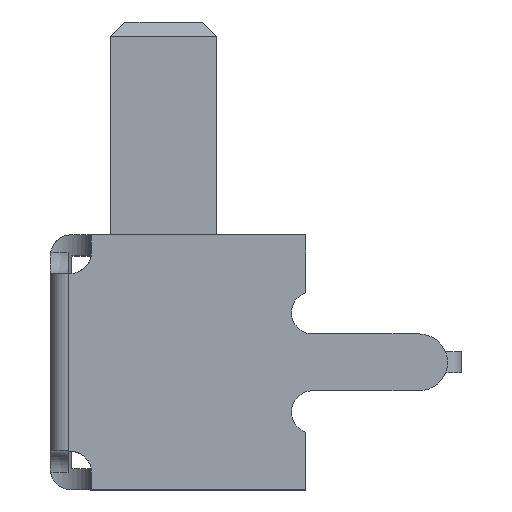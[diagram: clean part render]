
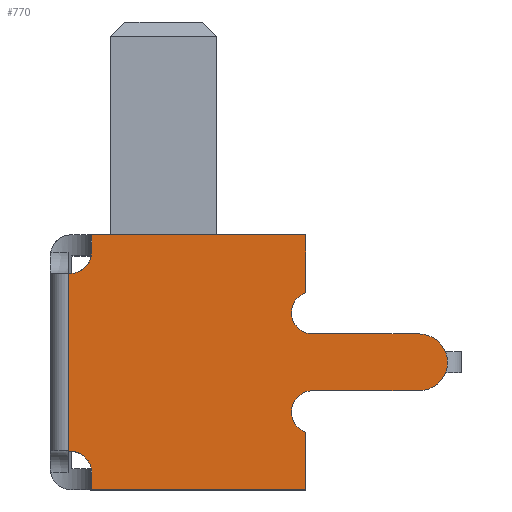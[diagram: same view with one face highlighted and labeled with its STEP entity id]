
A CAD part, left-side view. The second image highlights one B-rep face of the part: STEP entity #770.
In plain terms, the highlighted planar face has unit normal (-1, 0, 0).
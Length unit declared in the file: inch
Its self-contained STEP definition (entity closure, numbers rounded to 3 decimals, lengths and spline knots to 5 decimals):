
#28 = DIRECTION ( 'NONE',  ( 0., 0., 1. ) ) ;
#38 = VECTOR ( 'NONE', #524, 39.37008 ) ;
#56 = LINE ( 'NONE', #1314, #2546 ) ;
#127 = PLANE ( 'NONE',  #2637 ) ;
#134 = AXIS2_PLACEMENT_3D ( 'NONE', #2498, #2104, #28 ) ;
#182 = ORIENTED_EDGE ( 'NONE', *, *, #3110, .F. ) ;
#255 = CARTESIAN_POINT ( 'NONE',  ( -0.16929, 0.15667, -0.00984 ) ) ;
#309 = VERTEX_POINT ( 'NONE', #4752 ) ;
#394 = CIRCLE ( 'NONE', #134, 0.01575 ) ;
#462 = EDGE_CURVE ( 'NONE', #4194, #3776, #5360, .T. ) ;
#504 = EDGE_CURVE ( 'NONE', #4333, #2315, #56, .T. ) ;
#524 = DIRECTION ( 'NONE',  ( 0., 0., 1. ) ) ;
#525 = DIRECTION ( 'NONE',  ( 0., 0., 1. ) ) ;
#713 = CARTESIAN_POINT ( 'NONE',  ( -0.16929, 0.02123, -0.0748 ) ) ;
#756 = DIRECTION ( 'NONE',  ( 0., -1., 0. ) ) ;
#770 = ADVANCED_FACE ( 'NONE', ( #4486 ), #127, .T. ) ;
#776 = DIRECTION ( 'NONE',  ( 0., 0., 1. ) ) ;
#838 = LINE ( 'NONE', #3681, #5354 ) ;
#885 = EDGE_CURVE ( 'NONE', #2111, #4194, #2675, .T. ) ;
#1148 = VECTOR ( 'NONE', #1831, 39.37008 ) ;
#1176 = VECTOR ( 'NONE', #756, 39.37008 ) ;
#1204 = CARTESIAN_POINT ( 'NONE',  ( -0.16929, 0.02517, -0.09775 ) ) ;
#1226 = VECTOR ( 'NONE', #2324, 39.37008 ) ;
#1269 = VERTEX_POINT ( 'NONE', #4628 ) ;
#1305 = VERTEX_POINT ( 'NONE', #3816 ) ;
#1314 = CARTESIAN_POINT ( 'NONE',  ( -0.16929, -0.197, 0.01181 ) ) ;
#1331 = ORIENTED_EDGE ( 'NONE', *, *, #2153, .F. ) ;
#1337 = EDGE_CURVE ( 'NONE', #4040, #1928, #5146, .T. ) ;
#1383 = CARTESIAN_POINT ( 'NONE',  ( -0.16929, 0.15667, -0.10827 ) ) ;
#1418 = ORIENTED_EDGE ( 'NONE', *, *, #2321, .F. ) ;
#1528 = CIRCLE ( 'NONE', #3622, 0.01181 ) ;
#1546 = CARTESIAN_POINT ( 'NONE',  ( -0.16929, 0.14403, -0.00127 ) ) ;
#1618 = CARTESIAN_POINT ( 'NONE',  ( -0.16929, 0.14403, -0.10827 ) ) ;
#1694 = DIRECTION ( 'NONE',  ( 0., 0., 1. ) ) ;
#1804 = CARTESIAN_POINT ( 'NONE',  ( -0.16929, 0.02517, -0.09775 ) ) ;
#1831 = DIRECTION ( 'NONE',  ( 0., -1., 0. ) ) ;
#1903 = ORIENTED_EDGE ( 'NONE', *, *, #1337, .T. ) ;
#1927 = CARTESIAN_POINT ( 'NONE',  ( -0.16929, 0.14403, 0.00197 ) ) ;
#1928 = VERTEX_POINT ( 'NONE', #5076 ) ;
#1944 = DIRECTION ( 'NONE',  ( 0., 0., -1. ) ) ;
#2004 = CARTESIAN_POINT ( 'NONE',  ( -0.16929, 0.02123, -0.0748 ) ) ;
#2041 = VECTOR ( 'NONE', #1694, 39.37008 ) ;
#2066 = CARTESIAN_POINT ( 'NONE',  ( -0.16929, 0.02123, -0.08661 ) ) ;
#2104 = DIRECTION ( 'NONE',  ( -1., 0., 0. ) ) ;
#2111 = VERTEX_POINT ( 'NONE', #4522 ) ;
#2113 = CARTESIAN_POINT ( 'NONE',  ( -0.16929, 0.14403, 0.00197 ) ) ;
#2138 = ORIENTED_EDGE ( 'NONE', *, *, #885, .T. ) ;
#2153 = EDGE_CURVE ( 'NONE', #4689, #4333, #4626, .T. ) ;
#2169 = DIRECTION ( 'NONE',  ( -1., 0., 0. ) ) ;
#2182 = LINE ( 'NONE', #5065, #2189 ) ;
#2189 = VECTOR ( 'NONE', #525, 39.37008 ) ;
#2202 = CIRCLE ( 'NONE', #2373, 0.01181 ) ;
#2204 = ORIENTED_EDGE ( 'NONE', *, *, #504, .F. ) ;
#2240 = LINE ( 'NONE', #2581, #1148 ) ;
#2311 = CARTESIAN_POINT ( 'NONE',  ( -0.16929, 0.1502, -0.00873 ) ) ;
#2315 = VERTEX_POINT ( 'NONE', #4740 ) ;
#2321 = EDGE_CURVE ( 'NONE', #1269, #1305, #2182, .T. ) ;
#2324 = DIRECTION ( 'NONE',  ( 0., 1., 0. ) ) ;
#2349 = EDGE_CURVE ( 'NONE', #3776, #2807, #2240, .T. ) ;
#2373 = AXIS2_PLACEMENT_3D ( 'NONE', #2066, #4940, #2421 ) ;
#2411 = DIRECTION ( 'NONE',  ( 1., 0., 0. ) ) ;
#2421 = DIRECTION ( 'NONE',  ( 0., 0., 1. ) ) ;
#2473 = VERTEX_POINT ( 'NONE', #713 ) ;
#2483 = ORIENTED_EDGE ( 'NONE', *, *, #3064, .T. ) ;
#2498 = CARTESIAN_POINT ( 'NONE',  ( -0.16929, -0.03782, -0.05906 ) ) ;
#2538 = CARTESIAN_POINT ( 'NONE',  ( -0.16929, 0.02517, -0.02036 ) ) ;
#2539 = VERTEX_POINT ( 'NONE', #255 ) ;
#2546 = VECTOR ( 'NONE', #5091, 39.37008 ) ;
#2564 = ORIENTED_EDGE ( 'NONE', *, *, #4900, .T. ) ;
#2566 = EDGE_CURVE ( 'NONE', #4689, #2539, #2844, .T. ) ;
#2572 = VERTEX_POINT ( 'NONE', #2774 ) ;
#2581 = CARTESIAN_POINT ( 'NONE',  ( -0.16929, -0.197, -0.12992 ) ) ;
#2605 = EDGE_CURVE ( 'NONE', #1305, #2539, #5004, .T. ) ;
#2637 = AXIS2_PLACEMENT_3D ( 'NONE', #5052, #2169, #5029 ) ;
#2658 = LINE ( 'NONE', #1804, #38 ) ;
#2675 = B_SPLINE_CURVE_WITH_KNOTS ( 'NONE', 3,
 ( #1383, #3053, #2969, #4719, #3003, #3441 ),
 .UNSPECIFIED., .F., .F.,
 ( 4, 2, 4 ),
 ( 0., 0.00024, 0.00049 ),
 .UNSPECIFIED. ) ;
#2714 = ORIENTED_EDGE ( 'NONE', *, *, #2349, .T. ) ;
#2738 = CARTESIAN_POINT ( 'NONE',  ( -0.16929, 0.02123, -0.0315 ) ) ;
#2774 = CARTESIAN_POINT ( 'NONE',  ( -0.16929, -0.03782, -0.0748 ) ) ;
#2807 = VERTEX_POINT ( 'NONE', #3417 ) ;
#2837 = CARTESIAN_POINT ( 'NONE',  ( -0.16929, 0.15344, -0.00984 ) ) ;
#2844 = B_SPLINE_CURVE_WITH_KNOTS ( 'NONE', 3,
 ( #1927, #1546, #5259, #2311, #2837, #4507 ),
 .UNSPECIFIED., .F., .F.,
 ( 4, 2, 4 ),
 ( 0., 0.00024, 0.00049 ),
 .UNSPECIFIED. ) ;
#2861 = CARTESIAN_POINT ( 'NONE',  ( -0.16929, 0.14403, -0.12008 ) ) ;
#2912 = ORIENTED_EDGE ( 'NONE', *, *, #4452, .T. ) ;
#2924 = DIRECTION ( 'NONE',  ( 0., -1., 0. ) ) ;
#2969 = CARTESIAN_POINT ( 'NONE',  ( -0.16929, 0.15026, -0.10933 ) ) ;
#3003 = CARTESIAN_POINT ( 'NONE',  ( -0.16929, 0.14403, -0.11683 ) ) ;
#3046 = CARTESIAN_POINT ( 'NONE',  ( -0.16929, 0.02123, -0.04331 ) ) ;
#3053 = CARTESIAN_POINT ( 'NONE',  ( -0.16929, 0.15344, -0.10827 ) ) ;
#3064 = EDGE_CURVE ( 'NONE', #5047, #2473, #2202, .T. ) ;
#3110 = EDGE_CURVE ( 'NONE', #2111, #1269, #838, .T. ) ;
#3273 = DIRECTION ( 'NONE',  ( 0., 1., 0. ) ) ;
#3286 = DIRECTION ( 'NONE',  ( 0., 0., -1. ) ) ;
#3314 = ORIENTED_EDGE ( 'NONE', *, *, #2605, .F. ) ;
#3343 = EDGE_LOOP ( 'NONE', ( #2912, #4254, #1903, #2564, #5385, #2204, #1331, #5368, #3314, #1418, #182, #2138, #5059, #2714, #4055, #2483 ) ) ;
#3417 = CARTESIAN_POINT ( 'NONE',  ( -0.16929, 0.02517, -0.12992 ) ) ;
#3441 = CARTESIAN_POINT ( 'NONE',  ( -0.16929, 0.14403, -0.12008 ) ) ;
#3622 = AXIS2_PLACEMENT_3D ( 'NONE', #2738, #2411, #1944 ) ;
#3681 = CARTESIAN_POINT ( 'NONE',  ( -0.16929, 0.1669, -0.10827 ) ) ;
#3727 = EDGE_CURVE ( 'NONE', #309, #2315, #4429, .T. ) ;
#3776 = VERTEX_POINT ( 'NONE', #5356 ) ;
#3816 = CARTESIAN_POINT ( 'NONE',  ( -0.16929, 0.15706, -0.00984 ) ) ;
#4031 = LINE ( 'NONE', #2004, #1176 ) ;
#4040 = VERTEX_POINT ( 'NONE', #4912 ) ;
#4055 = ORIENTED_EDGE ( 'NONE', *, *, #5119, .T. ) ;
#4194 = VERTEX_POINT ( 'NONE', #2861 ) ;
#4254 = ORIENTED_EDGE ( 'NONE', *, *, #4978, .T. ) ;
#4308 = CARTESIAN_POINT ( 'NONE',  ( -0.16929, 0.14403, 0.01181 ) ) ;
#4333 = VERTEX_POINT ( 'NONE', #4308 ) ;
#4384 = VECTOR ( 'NONE', #776, 39.37008 ) ;
#4429 = LINE ( 'NONE', #2538, #2041 ) ;
#4452 = EDGE_CURVE ( 'NONE', #2473, #2572, #4031, .T. ) ;
#4486 = FACE_OUTER_BOUND ( 'NONE', #3343, .T. ) ;
#4507 = CARTESIAN_POINT ( 'NONE',  ( -0.16929, 0.15667, -0.00984 ) ) ;
#4522 = CARTESIAN_POINT ( 'NONE',  ( -0.16929, 0.15667, -0.10827 ) ) ;
#4626 = LINE ( 'NONE', #5337, #4384 ) ;
#4628 = CARTESIAN_POINT ( 'NONE',  ( -0.16929, 0.15706, -0.10827 ) ) ;
#4689 = VERTEX_POINT ( 'NONE', #2113 ) ;
#4719 = CARTESIAN_POINT ( 'NONE',  ( -0.16929, 0.14545, -0.11369 ) ) ;
#4740 = CARTESIAN_POINT ( 'NONE',  ( -0.16929, 0.02517, 0.01181 ) ) ;
#4752 = CARTESIAN_POINT ( 'NONE',  ( -0.16929, 0.02517, -0.02036 ) ) ;
#4900 = EDGE_CURVE ( 'NONE', #1928, #309, #1528, .T. ) ;
#4912 = CARTESIAN_POINT ( 'NONE',  ( -0.16929, -0.03782, -0.04331 ) ) ;
#4940 = DIRECTION ( 'NONE',  ( 1., 0., 0. ) ) ;
#4972 = CARTESIAN_POINT ( 'NONE',  ( -0.16929, 0.15706, -0.00984 ) ) ;
#4978 = EDGE_CURVE ( 'NONE', #2572, #4040, #394, .T. ) ;
#4992 = VECTOR ( 'NONE', #3286, 39.37008 ) ;
#5004 = LINE ( 'NONE', #4972, #5090 ) ;
#5029 = DIRECTION ( 'NONE',  ( 0., 1., 0. ) ) ;
#5047 = VERTEX_POINT ( 'NONE', #1204 ) ;
#5052 = CARTESIAN_POINT ( 'NONE',  ( -0.16929, -0.197, -0.12992 ) ) ;
#5059 = ORIENTED_EDGE ( 'NONE', *, *, #462, .T. ) ;
#5065 = CARTESIAN_POINT ( 'NONE',  ( -0.16929, 0.15706, -0.12992 ) ) ;
#5076 = CARTESIAN_POINT ( 'NONE',  ( -0.16929, 0.02123, -0.04331 ) ) ;
#5090 = VECTOR ( 'NONE', #2924, 39.37008 ) ;
#5091 = DIRECTION ( 'NONE',  ( 0., -1., 0. ) ) ;
#5119 = EDGE_CURVE ( 'NONE', #2807, #5047, #2658, .T. ) ;
#5146 = LINE ( 'NONE', #3046, #1226 ) ;
#5259 = CARTESIAN_POINT ( 'NONE',  ( -0.16929, 0.14547, -0.00443 ) ) ;
#5337 = CARTESIAN_POINT ( 'NONE',  ( -0.16929, 0.14403, -0.00984 ) ) ;
#5354 = VECTOR ( 'NONE', #3273, 39.37008 ) ;
#5356 = CARTESIAN_POINT ( 'NONE',  ( -0.16929, 0.14403, -0.12992 ) ) ;
#5360 = LINE ( 'NONE', #1618, #4992 ) ;
#5368 = ORIENTED_EDGE ( 'NONE', *, *, #2566, .T. ) ;
#5385 = ORIENTED_EDGE ( 'NONE', *, *, #3727, .T. ) ;
